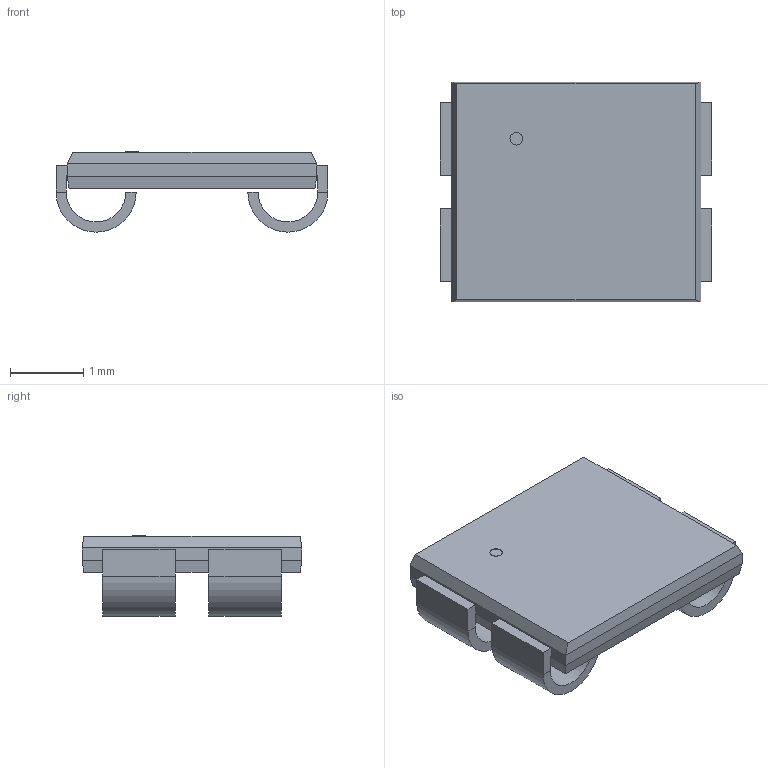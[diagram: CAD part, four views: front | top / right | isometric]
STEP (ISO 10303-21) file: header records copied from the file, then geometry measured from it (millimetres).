
FILE_DESCRIPTION(('STEP AP214'),'1');
FILE_NAME('PLCC4_3p5x2p8_SLD','2025-03-14T10:11:12',(''),(''),'','','');
FILE_SCHEMA(('AUTOMOTIVE_DESIGN'));
Length unit declared in the file: millimetre
Products named in the file (1): product
Bounding box: 3.71 x 3 x 1.1 mm (x, y, z)
Volume: 6 mm3; surface area: 44 mm2
Topology: 6 solids, 6 shells, 65 faces, 135 edges, 82 vertices
Faces by surface type: plane 56, cylinder 9
Full cylindrical faces by diameter (mm): 0.17 x1
Entity records: 1773 total; most frequent: DIRECTION 286, ORIENTED_EDGE 268, CARTESIAN_POINT 159, EDGE_CURVE 134, LINE 116, VECTOR 116, AXIS2_PLACEMENT_3D 85, VERTEX_POINT 82
